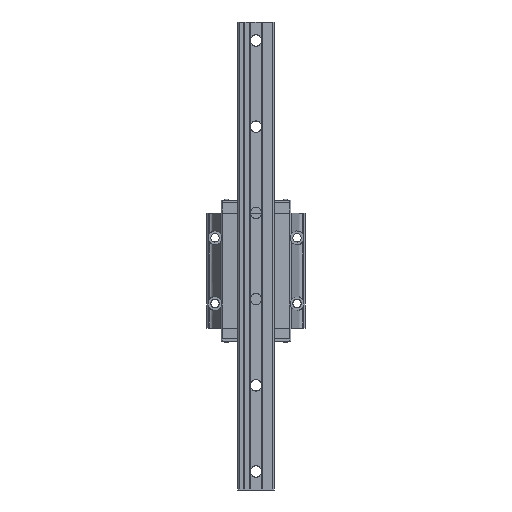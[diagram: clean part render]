
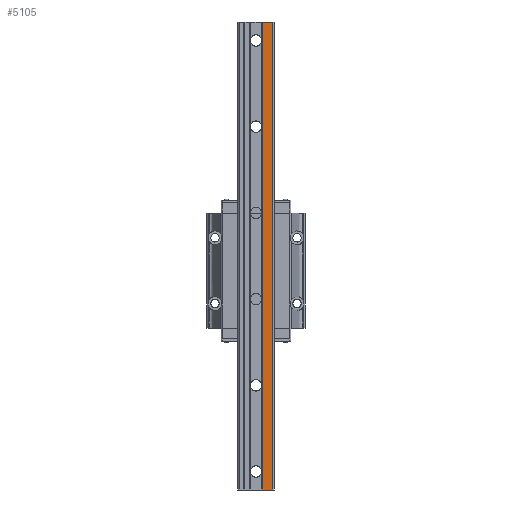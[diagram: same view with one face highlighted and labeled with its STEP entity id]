
A CAD part, front view. The second image highlights one B-rep face of the part: STEP entity #5105.
In plain terms, the highlighted face is planar.
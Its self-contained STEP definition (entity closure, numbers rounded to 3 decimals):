
#222 = EDGE_CURVE ( 'NONE', #4609, #9062, #5051, .T. ) ;
#480 = FACE_OUTER_BOUND ( 'NONE', #9232, .T. ) ;
#686 = CARTESIAN_POINT ( 'NONE',  ( 20.5, 0., -16. ) ) ;
#1086 = AXIS2_PLACEMENT_3D ( 'NONE', #8575, #7322, #6094 ) ;
#1411 = EDGE_CURVE ( 'NONE', #10098, #9062, #5273, .T. ) ;
#1795 = VECTOR ( 'NONE', #2609, 1000. ) ;
#2505 = VERTEX_POINT ( 'NONE', #5391 ) ;
#2609 = DIRECTION ( 'NONE',  ( 1., 0., 0. ) ) ;
#2830 = DIRECTION ( 'NONE',  ( 0., 1., 0. ) ) ;
#3831 = CARTESIAN_POINT ( 'NONE',  ( -19.276, 570., -16. ) ) ;
#4056 = CARTESIAN_POINT ( 'NONE',  ( 20.5, 570., -16. ) ) ;
#4609 = VERTEX_POINT ( 'NONE', #8811 ) ;
#5051 = LINE ( 'NONE', #3831, #1795 ) ;
#5105 = ADVANCED_FACE ( 'NONE', ( #480 ), #9807, .T. ) ;
#5220 = ORIENTED_EDGE ( 'NONE', *, *, #222, .T. ) ;
#5273 = LINE ( 'NONE', #4056, #10023 ) ;
#5391 = CARTESIAN_POINT ( 'NONE',  ( 7.5, 0., -16. ) ) ;
#6094 = DIRECTION ( 'NONE',  ( -1., 0., 0. ) ) ;
#7076 = CARTESIAN_POINT ( 'NONE',  ( 20.5, 570., -16. ) ) ;
#7322 = DIRECTION ( 'NONE',  ( 0., 0., -1. ) ) ;
#7397 = ORIENTED_EDGE ( 'NONE', *, *, #1411, .F. ) ;
#7460 = VECTOR ( 'NONE', #8158, 1000. ) ;
#7539 = DIRECTION ( 'NONE',  ( 0., 1., 0. ) ) ;
#7896 = EDGE_CURVE ( 'NONE', #2505, #10098, #10631, .T. ) ;
#8158 = DIRECTION ( 'NONE',  ( 1., 0., 0. ) ) ;
#8575 = CARTESIAN_POINT ( 'NONE',  ( 20.5, 570., -16. ) ) ;
#8793 = CARTESIAN_POINT ( 'NONE',  ( 7.5, 570., -16. ) ) ;
#8811 = CARTESIAN_POINT ( 'NONE',  ( 7.5, 570., -16. ) ) ;
#9062 = VERTEX_POINT ( 'NONE', #7076 ) ;
#9084 = ORIENTED_EDGE ( 'NONE', *, *, #7896, .F. ) ;
#9232 = EDGE_LOOP ( 'NONE', ( #5220, #7397, #9084, #10884 ) ) ;
#9412 = CARTESIAN_POINT ( 'NONE',  ( -19.276, 0., -16. ) ) ;
#9807 = PLANE ( 'NONE',  #1086 ) ;
#10012 = LINE ( 'NONE', #8793, #10603 ) ;
#10023 = VECTOR ( 'NONE', #2830, 1000. ) ;
#10098 = VERTEX_POINT ( 'NONE', #686 ) ;
#10603 = VECTOR ( 'NONE', #7539, 1000. ) ;
#10631 = LINE ( 'NONE', #9412, #7460 ) ;
#10884 = ORIENTED_EDGE ( 'NONE', *, *, #11687, .T. ) ;
#11687 = EDGE_CURVE ( 'NONE', #2505, #4609, #10012, .T. ) ;
